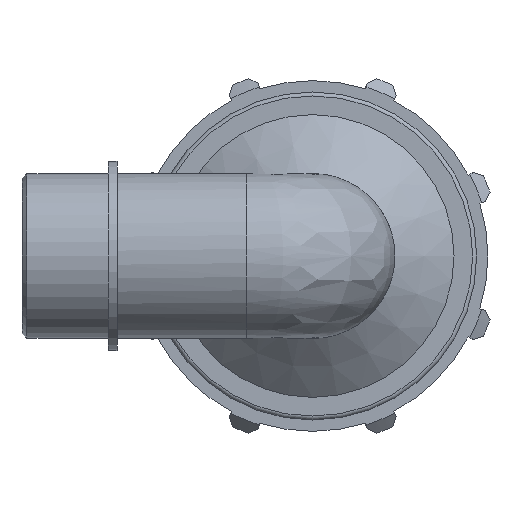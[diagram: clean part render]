
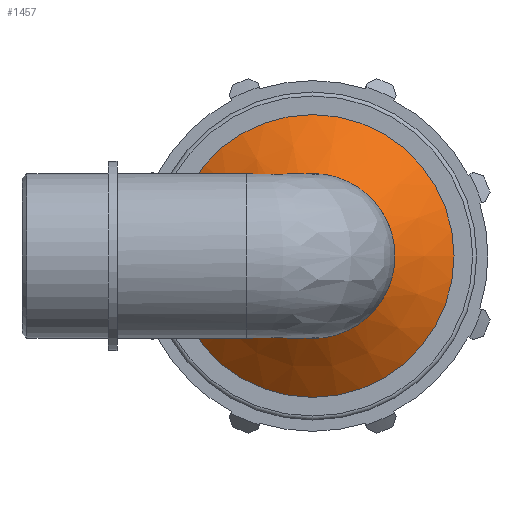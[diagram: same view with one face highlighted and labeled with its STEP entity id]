
A CAD part, left-side view. The second image highlights one B-rep face of the part: STEP entity #1457.
In plain terms, the highlighted conical face has half-angle 50 degrees and reference radius 28.477 mm.
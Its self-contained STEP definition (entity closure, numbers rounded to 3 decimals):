
#279=CONICAL_SURFACE('',#1552,28.478,50.);
#294=B_SPLINE_CURVE_WITH_KNOTS('',3,(#2123,#2124,#2125,#2126,#2127,#2128,
#2129,#2130,#2131,#2132,#2133,#2134,#2135,#2136,#2137,#2138,#2139,#2140),
 .UNSPECIFIED.,.F.,.F.,(4,2,2,2,2,2,2,2,4),(8.107,8.162,
8.604,8.98,9.357,9.733,10.109,
10.551,10.606),.UNSPECIFIED.);
#297=FACE_BOUND('',#420,.T.);
#331=FACE_OUTER_BOUND('',#419,.T.);
#419=EDGE_LOOP('',(#953,#954));
#420=EDGE_LOOP('',(#955));
#529=CIRCLE('',#1542,20.955);
#535=CIRCLE('',#1553,36.);
#598=VERTEX_POINT('',#2109);
#599=VERTEX_POINT('',#2110);
#605=VERTEX_POINT('',#2172);
#740=EDGE_CURVE('',#598,#599,#529,.T.);
#746=EDGE_CURVE('',#598,#599,#294,.T.);
#749=EDGE_CURVE('',#605,#605,#535,.T.);
#953=ORIENTED_EDGE('',*,*,#746,.F.);
#954=ORIENTED_EDGE('',*,*,#740,.T.);
#955=ORIENTED_EDGE('',*,*,#749,.F.);
#1457=ADVANCED_FACE('',(#331,#297),#279,.T.);
#1542=AXIS2_PLACEMENT_3D('',#2111,#1701,#1702);
#1552=AXIS2_PLACEMENT_3D('',#2171,#1721,#1722);
#1553=AXIS2_PLACEMENT_3D('',#2173,#1723,#1724);
#1701=DIRECTION('center_axis',(1.,0.,0.));
#1702=DIRECTION('ref_axis',(0.,0.,-1.));
#1721=DIRECTION('center_axis',(1.,0.,0.));
#1722=DIRECTION('ref_axis',(0.,1.,0.));
#1723=DIRECTION('center_axis',(1.,0.,0.));
#1724=DIRECTION('ref_axis',(0.,0.,-1.));
#2109=CARTESIAN_POINT('',(18.096,18.096,10.567));
#2110=CARTESIAN_POINT('',(18.096,18.096,-10.567));
#2111=CARTESIAN_POINT('Origin',(18.096,0.,0.));
#2123=CARTESIAN_POINT('Ctrl Pts',(18.096,18.096,10.567));
#2124=CARTESIAN_POINT('Ctrl Pts',(18.16,18.248,10.457));
#2125=CARTESIAN_POINT('Ctrl Pts',(18.223,18.398,10.346));
#2126=CARTESIAN_POINT('Ctrl Pts',(18.801,19.755,9.313));
#2127=CARTESIAN_POINT('Ctrl Pts',(19.299,20.855,8.251));
#2128=CARTESIAN_POINT('Ctrl Pts',(20.047,22.472,6.186));
#2129=CARTESIAN_POINT('Ctrl Pts',(20.377,23.166,5.046));
#2130=CARTESIAN_POINT('Ctrl Pts',(20.833,24.114,2.582));
#2131=CARTESIAN_POINT('Ctrl Pts',(20.955,24.363,1.255));
#2132=CARTESIAN_POINT('Ctrl Pts',(20.955,24.363,-1.255));
#2133=CARTESIAN_POINT('Ctrl Pts',(20.833,24.114,-2.582));
#2134=CARTESIAN_POINT('Ctrl Pts',(20.377,23.166,-5.046));
#2135=CARTESIAN_POINT('Ctrl Pts',(20.047,22.472,-6.186));
#2136=CARTESIAN_POINT('Ctrl Pts',(19.299,20.855,-8.251));
#2137=CARTESIAN_POINT('Ctrl Pts',(18.801,19.755,-9.313));
#2138=CARTESIAN_POINT('Ctrl Pts',(18.223,18.398,-10.346));
#2139=CARTESIAN_POINT('Ctrl Pts',(18.16,18.248,-10.457));
#2140=CARTESIAN_POINT('Ctrl Pts',(18.096,18.096,-10.567));
#2171=CARTESIAN_POINT('Origin',(24.408,0.,0.));
#2172=CARTESIAN_POINT('',(30.72,36.,0.));
#2173=CARTESIAN_POINT('Origin',(30.72,0.,0.));
